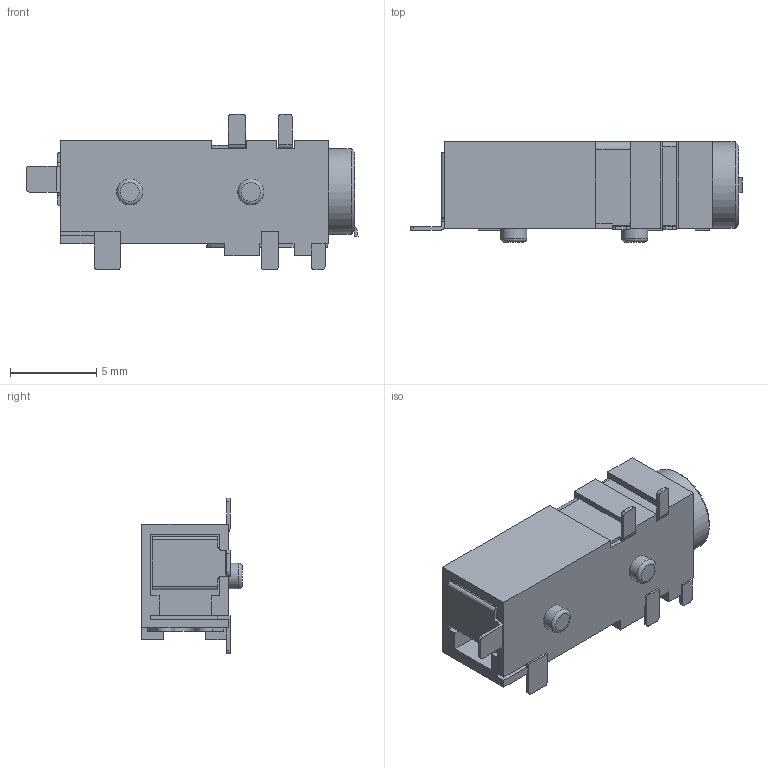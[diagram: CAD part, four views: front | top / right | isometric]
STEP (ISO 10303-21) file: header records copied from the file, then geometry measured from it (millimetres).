
FILE_DESCRIPTION(/* description */ (''),/* implementation_level */ '2;1');
FILE_NAME(/* name */ 'CUI_DEVICES_SJ-43516-SMT-TR.step',/* time_stamp */ '2025-07-01T17:29:45+09:00',/* author */ (''),/* organization */ (''),/* preprocessor_version */ 'ST-DEVELOPER v20.1',/* originating_system */ 'Autodesk Translation Framework v14.10.0.0',/* authorisation */ '');
FILE_SCHEMA (('AUTOMOTIVE_DESIGN { 1 0 10303 214 3 1 1 }'));
Length unit declared in the file: millimetre
Products named in the file (1): CUI_DEVICES_SJ-43516-SMT-TR
Bounding box: 19.2 x 5.8 x 9 mm (x, y, z)
Volume: 452.1 mm3; surface area: 628.2 mm2
Topology: 1 solids, 1 shells, 211 faces, 602 edges, 394 vertices
Faces by surface type: plane 168, cylinder 39, cone 2, torus 2
Full cylindrical faces by diameter (mm): 1.5 x2
Entity records: 6854 total; most frequent: CARTESIAN_POINT 1226, ORIENTED_EDGE 1204, DIRECTION 1114, EDGE_CURVE 602, LINE 506, VECTOR 506, VERTEX_POINT 394, AXIS2_PLACEMENT_3D 304
